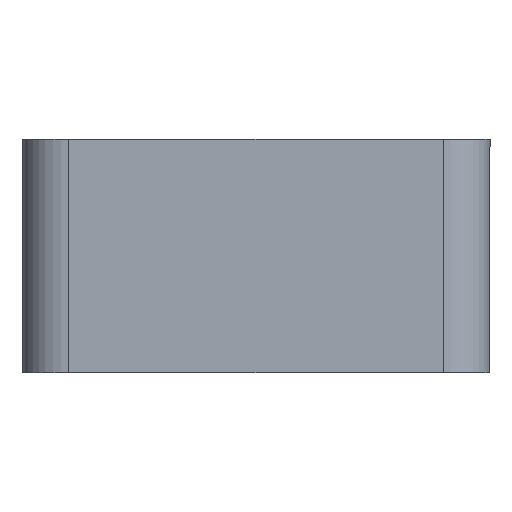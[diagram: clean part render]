
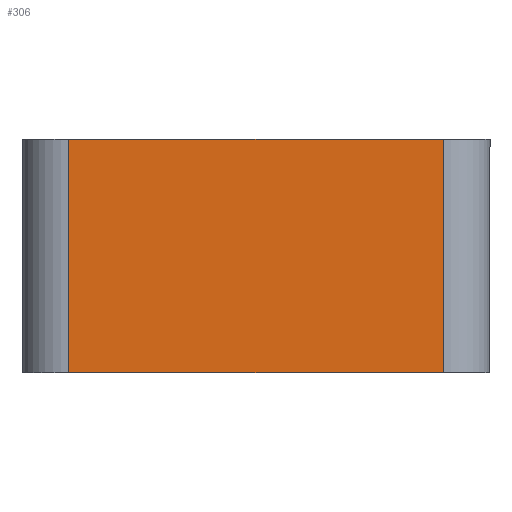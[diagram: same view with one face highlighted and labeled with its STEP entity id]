
A CAD part, front view. The second image highlights one B-rep face of the part: STEP entity #306.
In plain terms, the highlighted planar face has unit normal (0, -1, 0).
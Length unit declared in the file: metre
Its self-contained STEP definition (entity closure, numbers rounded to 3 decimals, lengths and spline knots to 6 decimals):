
#31=LINE('',#477,#47);
#34=LINE('',#514,#50);
#36=LINE('',#520,#52);
#37=LINE('',#522,#53);
#47=VECTOR('',#381,1.);
#50=VECTOR('',#426,1.);
#52=VECTOR('',#432,1.);
#53=VECTOR('',#433,1.);
#95=ORIENTED_EDGE('',*,*,#157,.F.);
#96=ORIENTED_EDGE('',*,*,#158,.T.);
#97=ORIENTED_EDGE('',*,*,#154,.F.);
#98=ORIENTED_EDGE('',*,*,#140,.F.);
#140=EDGE_CURVE('',#176,#177,#31,.T.);
#154=EDGE_CURVE('',#177,#190,#34,.T.);
#157=EDGE_CURVE('',#192,#176,#36,.T.);
#158=EDGE_CURVE('',#192,#190,#37,.T.);
#176=VERTEX_POINT('',#476);
#177=VERTEX_POINT('',#478);
#190=VERTEX_POINT('',#515);
#192=VERTEX_POINT('',#521);
#241=EDGE_LOOP('',(#95,#96,#97,#98));
#275=FACE_BOUND('',#241,.T.);
#290=PLANE('',#355);
#306=ADVANCED_FACE('',(#275),#290,.T.);
#355=AXIS2_PLACEMENT_3D('',#519,#430,#431);
#381=DIRECTION('',(-1.,0.,0.));
#426=DIRECTION('',(0.,0.,1.));
#430=DIRECTION('',(0.,-1.,0.));
#431=DIRECTION('',(-1.,0.,0.));
#432=DIRECTION('',(0.,0.,-1.));
#433=DIRECTION('',(-1.,0.,0.));
#476=CARTESIAN_POINT('',(0.009,0.8428,-0.041194));
#477=CARTESIAN_POINT('',(0.01,0.8428,-0.041194));
#478=CARTESIAN_POINT('',(0.001,0.8428,-0.041194));
#514=CARTESIAN_POINT('',(0.001,0.8428,-0.036194));
#515=CARTESIAN_POINT('',(0.001,0.8428,-0.036194));
#519=CARTESIAN_POINT('',(0.01,0.8428,-0.036194));
#520=CARTESIAN_POINT('',(0.009,0.8428,-0.036194));
#521=CARTESIAN_POINT('',(0.009,0.8428,-0.036194));
#522=CARTESIAN_POINT('',(0.01,0.8428,-0.036194));
